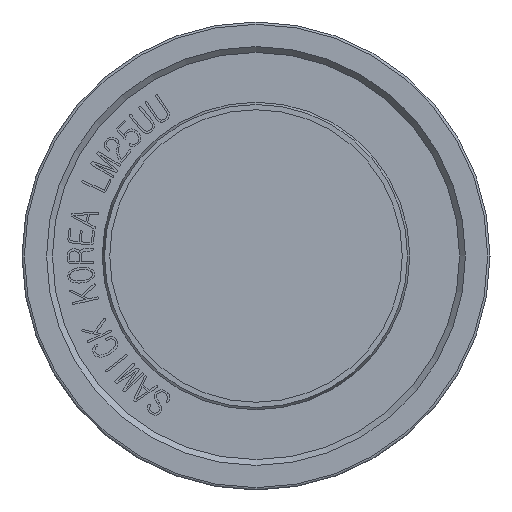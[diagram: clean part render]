
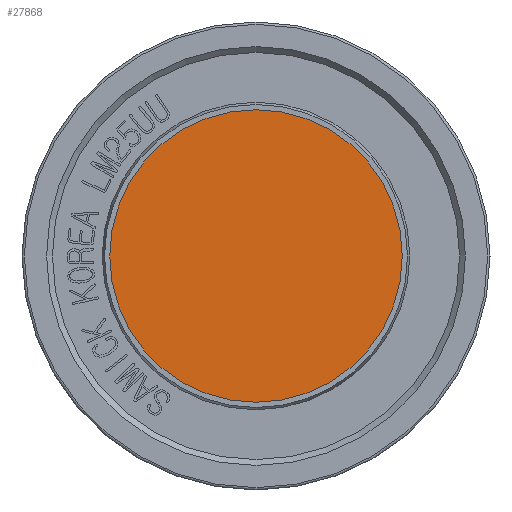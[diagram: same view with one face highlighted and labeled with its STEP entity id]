
A CAD part, front view. The second image highlights one B-rep face of the part: STEP entity #27868.
In plain terms, the highlighted planar face has unit normal (0, -1, 0).
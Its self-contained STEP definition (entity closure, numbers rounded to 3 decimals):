
#27837=CARTESIAN_POINT('',(-12.5,-81.,0.));
#27838=VERTEX_POINT('',#27837);
#27839=CARTESIAN_POINT('',(0.0,-81.,0.0));
#27840=DIRECTION('',(0.0,1.0,0.0));
#27841=DIRECTION('',(1.0,0.0,0.0));
#27842=AXIS2_PLACEMENT_3D('',#27839,#27840,#27841);
#27843=CIRCLE('',#27842,12.5);
#27844=EDGE_CURVE('',#27838,#27838,#27843,.T.);
#27860=CARTESIAN_POINT('',(0.0,-81.,0.0));
#27861=DIRECTION('',(0.0,-1.0,0.0));
#27862=DIRECTION('',(0.0,0.0,-1.0));
#27863=AXIS2_PLACEMENT_3D('',#27860,#27861,#27862);
#27864=PLANE('',#27863);
#27865=ORIENTED_EDGE('',*,*,#27844,.F.);
#27866=EDGE_LOOP('',(#27865));
#27867=FACE_OUTER_BOUND('',#27866,.T.);
#27868=ADVANCED_FACE('',(#27867),#27864,.T.);
